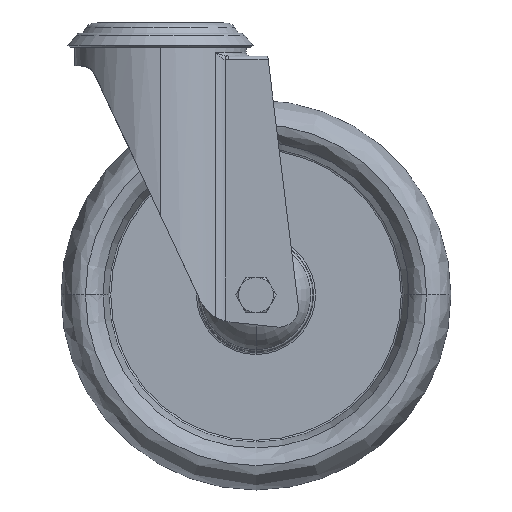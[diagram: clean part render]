
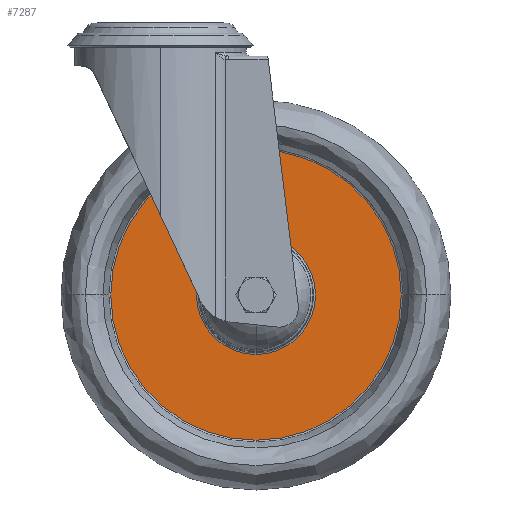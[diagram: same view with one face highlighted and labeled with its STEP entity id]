
A CAD part, top view. The second image highlights one B-rep face of the part: STEP entity #7287.
In plain terms, the highlighted planar face has unit normal (0, 0, 1).
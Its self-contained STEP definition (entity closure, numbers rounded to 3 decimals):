
#733 = DIRECTION ( 'NONE',  ( 0., 1., 0. ) ) ;
#1180 = ORIENTED_EDGE ( 'NONE', *, *, #10293, .T. ) ;
#1305 = CIRCLE ( 'NONE', #5759, 74.476 ) ;
#1399 = CIRCLE ( 'NONE', #4435, 30.497 ) ;
#2651 = DIRECTION ( 'NONE',  ( 0., 1., 0. ) ) ;
#2907 = AXIS2_PLACEMENT_3D ( 'NONE', #10272, #9439, #3484 ) ;
#3484 = DIRECTION ( 'NONE',  ( 0., -1., 0. ) ) ;
#3493 = EDGE_CURVE ( 'NONE', #8170, #8185, #1399, .T. ) ;
#3563 = ORIENTED_EDGE ( 'NONE', *, *, #6814, .T. ) ;
#3622 = EDGE_LOOP ( 'NONE', ( #3563, #1180 ) ) ;
#4416 = CARTESIAN_POINT ( 'NONE',  ( 39.777, -120.692, -61.25 ) ) ;
#4435 = AXIS2_PLACEMENT_3D ( 'NONE', #10802, #7569, #733 ) ;
#4701 = AXIS2_PLACEMENT_3D ( 'NONE', #4416, #6178, #2651 ) ;
#5139 = CARTESIAN_POINT ( 'NONE',  ( 39.777, -151.19, -61.25 ) ) ;
#5168 = CARTESIAN_POINT ( 'NONE',  ( 39.777, -46.216, -61.25 ) ) ;
#5640 = VERTEX_POINT ( 'NONE', #9611 ) ;
#5759 = AXIS2_PLACEMENT_3D ( 'NONE', #8233, #7235, #9962 ) ;
#5951 = FACE_OUTER_BOUND ( 'NONE', #3622, .T. ) ;
#6178 = DIRECTION ( 'NONE',  ( 0., 0., 1. ) ) ;
#6606 = FACE_BOUND ( 'NONE', #8913, .T. ) ;
#6814 = EDGE_CURVE ( 'NONE', #10154, #5640, #1305, .T. ) ;
#6915 = AXIS2_PLACEMENT_3D ( 'NONE', #8195, #8083, #10036 ) ;
#7063 = ORIENTED_EDGE ( 'NONE', *, *, #7074, .F. ) ;
#7074 = EDGE_CURVE ( 'NONE', #8185, #8170, #10360, .T. ) ;
#7235 = DIRECTION ( 'NONE',  ( 0., 0., 1. ) ) ;
#7287 = ADVANCED_FACE ( 'NONE', ( #6606, #5951 ), #8496, .F. ) ;
#7569 = DIRECTION ( 'NONE',  ( 0., 0., 1. ) ) ;
#8083 = DIRECTION ( 'NONE',  ( 0., 0., 1. ) ) ;
#8170 = VERTEX_POINT ( 'NONE', #5139 ) ;
#8185 = VERTEX_POINT ( 'NONE', #10131 ) ;
#8195 = CARTESIAN_POINT ( 'NONE',  ( 39.777, -120.692, -61.25 ) ) ;
#8233 = CARTESIAN_POINT ( 'NONE',  ( 39.777, -120.692, -61.25 ) ) ;
#8383 = ORIENTED_EDGE ( 'NONE', *, *, #3493, .F. ) ;
#8496 = PLANE ( 'NONE',  #2907 ) ;
#8886 = CIRCLE ( 'NONE', #6915, 74.476 ) ;
#8913 = EDGE_LOOP ( 'NONE', ( #7063, #8383 ) ) ;
#9439 = DIRECTION ( 'NONE',  ( 0., 0., -1. ) ) ;
#9611 = CARTESIAN_POINT ( 'NONE',  ( 39.777, -195.169, -61.25 ) ) ;
#9962 = DIRECTION ( 'NONE',  ( 0., 1., 0. ) ) ;
#10036 = DIRECTION ( 'NONE',  ( 0., 1., 0. ) ) ;
#10131 = CARTESIAN_POINT ( 'NONE',  ( 39.777, -90.195, -61.25 ) ) ;
#10154 = VERTEX_POINT ( 'NONE', #5168 ) ;
#10272 = CARTESIAN_POINT ( 'NONE',  ( -34.699, -120.692, -61.25 ) ) ;
#10293 = EDGE_CURVE ( 'NONE', #5640, #10154, #8886, .T. ) ;
#10360 = CIRCLE ( 'NONE', #4701, 30.497 ) ;
#10802 = CARTESIAN_POINT ( 'NONE',  ( 39.777, -120.692, -61.25 ) ) ;
